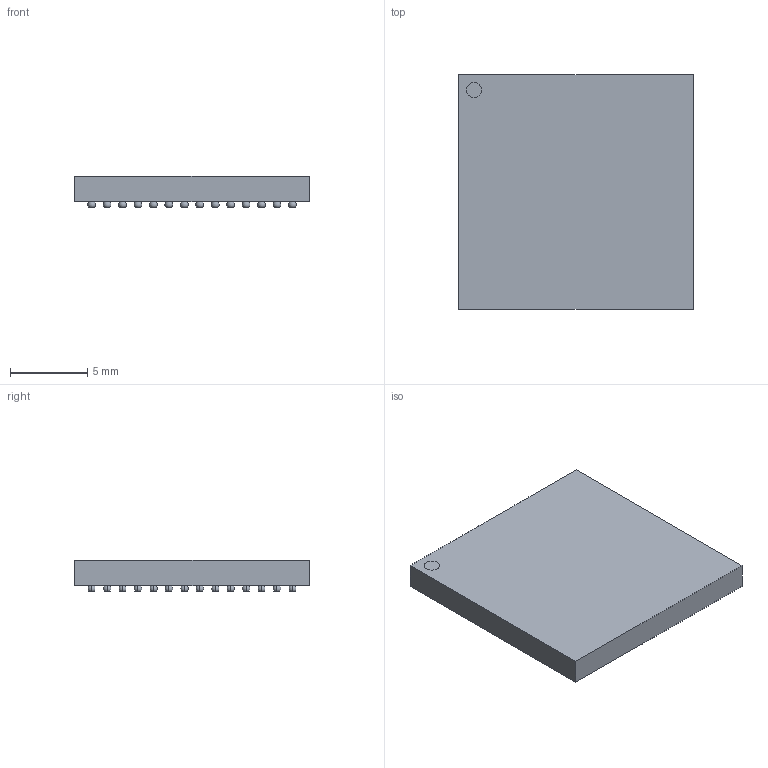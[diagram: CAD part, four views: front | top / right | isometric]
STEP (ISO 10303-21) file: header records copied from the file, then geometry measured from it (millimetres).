
FILE_DESCRIPTION((''),'2;1');
FILE_NAME('BGA176C100P14X14_1500X1500X205.stp','2013-06-03T10:04:44',(''),(''),'Mechanical Desktop 2011','Mechanical Desktop 2011',', , ');
FILE_SCHEMA(('AUTOMOTIVE_DESIGN { 1 2 10303 214 1 1 1 1 }'));
Length unit declared in the file: millimetre
Products named in the file (1): Product
Bounding box: 15.2 x 15.2 x 2.05 mm (x, y, z)
Volume: 392.1 mm3; surface area: 700.1 mm2
Topology: 178 solids, 178 shells, 717 faces, 1432 edges, 1072 vertices
Faces by surface type: plane 361, sphere 352, cylinder 4
Entity records: 19920 total; most frequent: DIRECTION 4284, CARTESIAN_POINT 3222, ORIENTED_EDGE 2864, AXIS2_PLACEMENT_3D 2134, EDGE_CURVE 1432, CIRCLE 1416, VERTEX_POINT 1072, EDGE_LOOP 718
